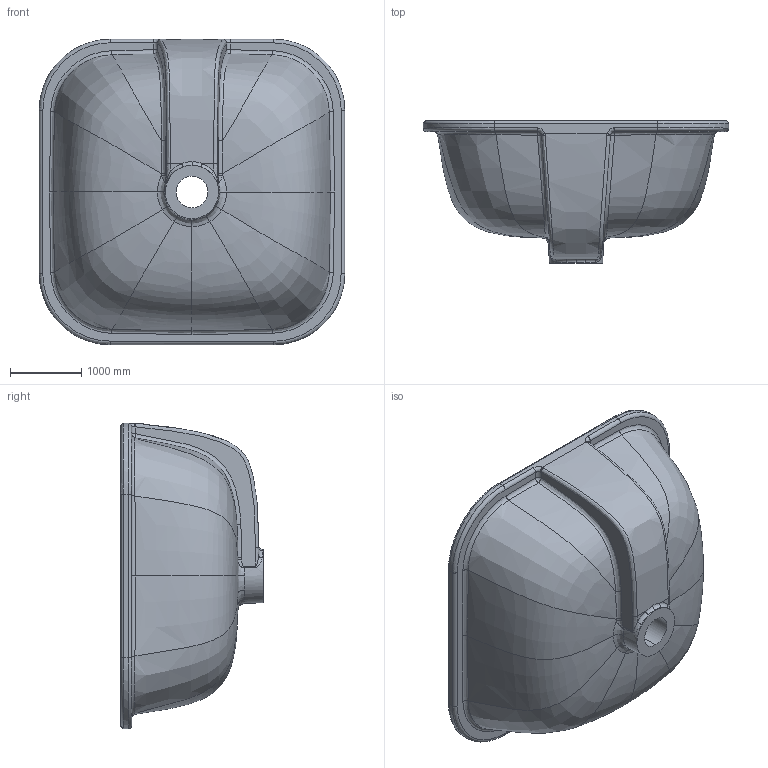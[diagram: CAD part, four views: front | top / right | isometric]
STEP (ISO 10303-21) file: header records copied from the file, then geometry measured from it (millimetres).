
FILE_DESCRIPTION(/* description */ (''),/* implementation_level */ '2;1');
FILE_NAME(/* name */ '3D6FA1~1',/* time_stamp */ '2021-07-14T16:49:25+02:00',/* author */ (''),/* organization */ (''),/* preprocessor_version */ 'ST-DEVELOPER v16.5',/* originating_system */ '',/* authorisation */ '');
FILE_SCHEMA (('AUTOMOTIVE_DESIGN'));
Length unit declared in the file: centimetre
Products named in the file (1): Document
Bounding box: 4300 x 2000 x 4300 mm (x, y, z)
Surface area: 62786899.1 mm2 (no closed solid volume)
Topology: 0 solids, 1 shells, 174 faces, 403 edges, 230 vertices
Faces by surface type: bspline 160, plane 14
Entity records: 15750 total; most frequent: CARTESIAN_POINT 13464, ORIENTED_EDGE 798, EDGE_CURVE 401, B_SPLINE_CURVE_WITH_KNOTS 234, VERTEX_POINT 230, EDGE_LOOP 179, ADVANCED_FACE 174, FACE_OUTER_BOUND 174
